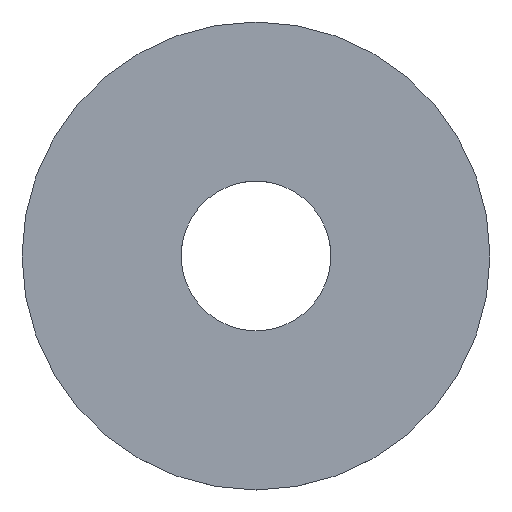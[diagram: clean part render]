
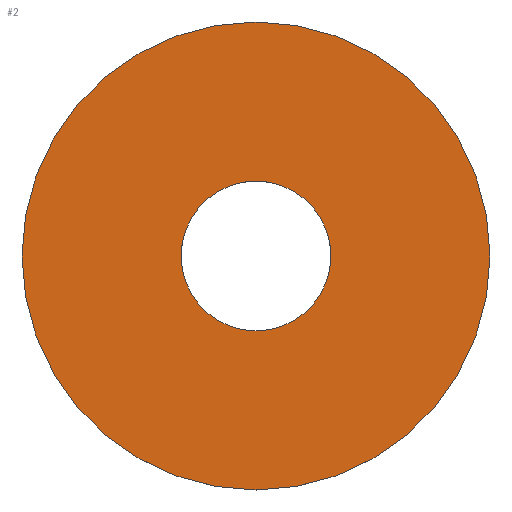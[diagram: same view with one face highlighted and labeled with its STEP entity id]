
A CAD part, top view. The second image highlights one B-rep face of the part: STEP entity #2.
In plain terms, the highlighted planar face has unit normal (0, 0, 1).
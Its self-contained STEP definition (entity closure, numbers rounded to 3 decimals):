
#2 = ADVANCED_FACE ( 'NONE', ( #124, #8 ), #54, .T. ) ;
#8 = FACE_OUTER_BOUND ( 'NONE', #154, .T. ) ;
#10 = AXIS2_PLACEMENT_3D ( 'NONE', #112, #139, #165 ) ;
#12 = ORIENTED_EDGE ( 'NONE', *, *, #19, .F. ) ;
#19 = EDGE_CURVE ( 'NONE', #69, #69, #80, .T. ) ;
#21 = DIRECTION ( 'NONE',  ( 0., 1., 0. ) ) ;
#30 = DIRECTION ( 'NONE',  ( 0., 0., -1. ) ) ;
#43 = CARTESIAN_POINT ( 'NONE',  ( 0., 4., 0.35 ) ) ;
#49 = AXIS2_PLACEMENT_3D ( 'NONE', #72, #127, #50 ) ;
#50 = DIRECTION ( 'NONE',  ( 0., 1., 0. ) ) ;
#52 = AXIS2_PLACEMENT_3D ( 'NONE', #161, #30, #21 ) ;
#54 = PLANE ( 'NONE',  #10 ) ;
#56 = VERTEX_POINT ( 'NONE', #43 ) ;
#69 = VERTEX_POINT ( 'NONE', #100 ) ;
#72 = CARTESIAN_POINT ( 'NONE',  ( 0., 0., 0.35 ) ) ;
#80 = CIRCLE ( 'NONE', #49, 12.5 ) ;
#100 = CARTESIAN_POINT ( 'NONE',  ( 0., 12.5, 0.35 ) ) ;
#112 = CARTESIAN_POINT ( 'NONE',  ( 0., 4., 0.35 ) ) ;
#115 = ORIENTED_EDGE ( 'NONE', *, *, #132, .T. ) ;
#124 = FACE_BOUND ( 'NONE', #152, .T. ) ;
#127 = DIRECTION ( 'NONE',  ( 0., 0., -1. ) ) ;
#131 = CIRCLE ( 'NONE', #52, 4. ) ;
#132 = EDGE_CURVE ( 'NONE', #56, #56, #131, .T. ) ;
#139 = DIRECTION ( 'NONE',  ( 0., 0., 1. ) ) ;
#152 = EDGE_LOOP ( 'NONE', ( #115 ) ) ;
#154 = EDGE_LOOP ( 'NONE', ( #12 ) ) ;
#161 = CARTESIAN_POINT ( 'NONE',  ( 0., 0., 0.35 ) ) ;
#165 = DIRECTION ( 'NONE',  ( 0., -1., 0. ) ) ;
